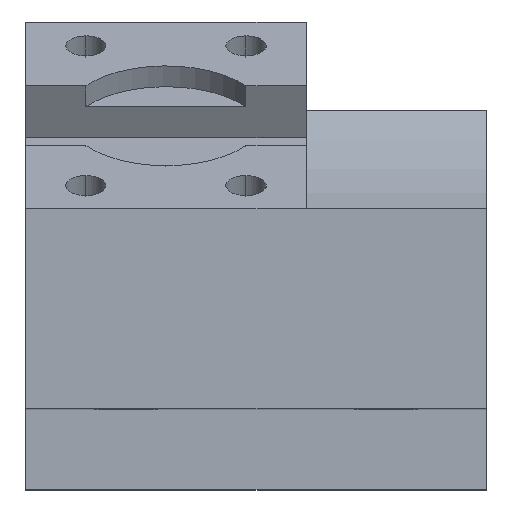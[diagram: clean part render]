
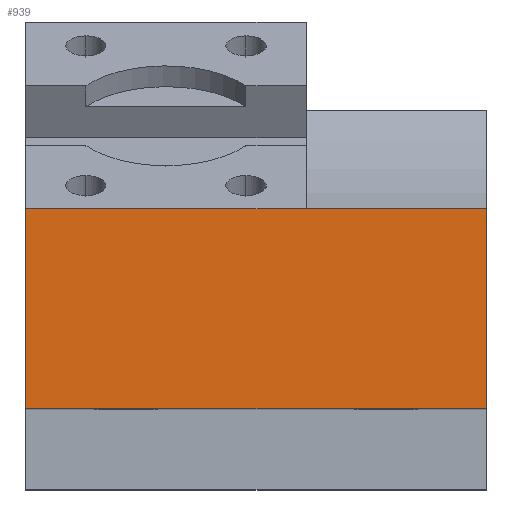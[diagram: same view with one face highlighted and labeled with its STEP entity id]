
A CAD part, top view. The second image highlights one B-rep face of the part: STEP entity #939.
In plain terms, the highlighted free-form (B-spline) face has degree [1, 1] with [2, 2] control points.
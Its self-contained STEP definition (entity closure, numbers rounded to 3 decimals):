
#708 = VERTEX_POINT('',#709);
#709 = CARTESIAN_POINT('',(-23.471,0.,0.));
#714 = EDGE_CURVE('',#715,#708,#717,.T.);
#715 = VERTEX_POINT('',#716);
#716 = CARTESIAN_POINT('',(-23.471,20.41,
    0.));
#717 = B_SPLINE_CURVE_WITH_KNOTS('',1,(#718,#719),.UNSPECIFIED.,.F.,.F.,
  (2,2),(0.,25.4),.PIECEWISE_BEZIER_KNOTS.);
#718 = CARTESIAN_POINT('',(-23.471,20.41,
    0.));
#719 = CARTESIAN_POINT('',(-23.471,0.,0.));
#939 = ADVANCED_FACE('',(#940),#962,.F.);
#940 = FACE_BOUND('',#941,.T.);
#941 = EDGE_LOOP('',(#942,#943,#950,#957));
#942 = ORIENTED_EDGE('',*,*,#714,.T.);
#943 = ORIENTED_EDGE('',*,*,#944,.F.);
#944 = EDGE_CURVE('',#945,#708,#947,.T.);
#945 = VERTEX_POINT('',#946);
#946 = CARTESIAN_POINT('',(23.471,0.,0.));
#947 = B_SPLINE_CURVE_WITH_KNOTS('',1,(#948,#949),.UNSPECIFIED.,.F.,.F.,
  (2,2),(-0.,58.42),.PIECEWISE_BEZIER_KNOTS.);
#948 = CARTESIAN_POINT('',(23.471,0.,0.));
#949 = CARTESIAN_POINT('',(-23.471,0.,0.));
#950 = ORIENTED_EDGE('',*,*,#951,.F.);
#951 = EDGE_CURVE('',#952,#945,#954,.T.);
#952 = VERTEX_POINT('',#953);
#953 = CARTESIAN_POINT('',(23.471,20.41,
    0.));
#954 = B_SPLINE_CURVE_WITH_KNOTS('',1,(#955,#956),.UNSPECIFIED.,.F.,.F.,
  (2,2),(0.,25.4),.PIECEWISE_BEZIER_KNOTS.);
#955 = CARTESIAN_POINT('',(23.471,20.41,
    0.));
#956 = CARTESIAN_POINT('',(23.471,0.,0.));
#957 = ORIENTED_EDGE('',*,*,#958,.T.);
#958 = EDGE_CURVE('',#952,#715,#959,.T.);
#959 = B_SPLINE_CURVE_WITH_KNOTS('',1,(#960,#961),.UNSPECIFIED.,.F.,.F.,
  (2,2),(-0.,58.42),.PIECEWISE_BEZIER_KNOTS.);
#960 = CARTESIAN_POINT('',(23.471,20.41,
    0.));
#961 = CARTESIAN_POINT('',(-23.471,20.41,
    0.));
#962 = B_SPLINE_SURFACE_WITH_KNOTS('',1,1,(
    (#963,#964)
    ,(#965,#966
    )),.UNSPECIFIED.,.F.,.F.,.F.,(2,2),(2,2),(-25.4,0.),(-58.42,0.),
  .PIECEWISE_BEZIER_KNOTS.);
#963 = CARTESIAN_POINT('',(-23.471,0.,0.));
#964 = CARTESIAN_POINT('',(23.471,0.,0.));
#965 = CARTESIAN_POINT('',(-23.471,20.41,
    0.));
#966 = CARTESIAN_POINT('',(23.471,20.41,
    0.));
